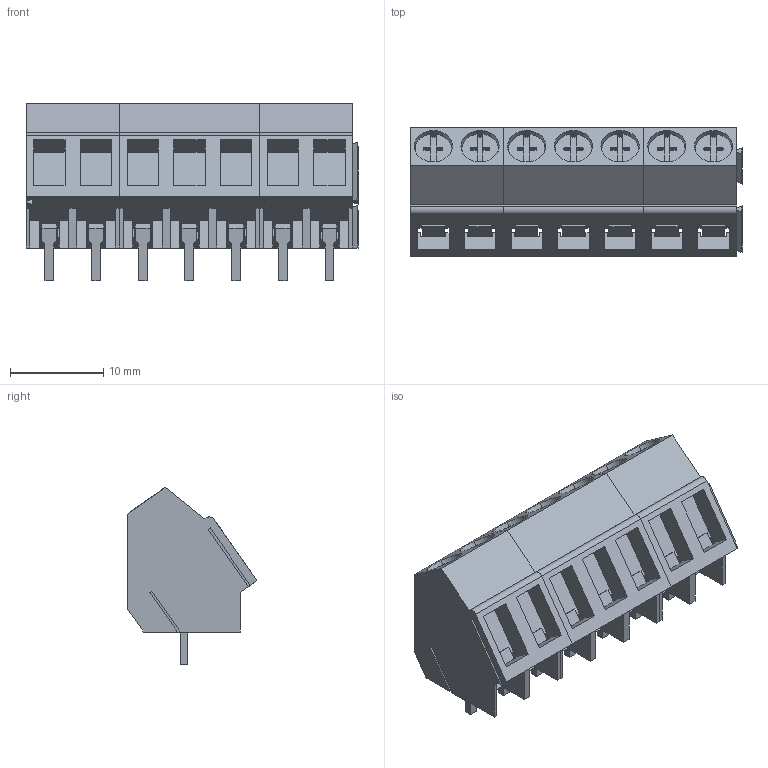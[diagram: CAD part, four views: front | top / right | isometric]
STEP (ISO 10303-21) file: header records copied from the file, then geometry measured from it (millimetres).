
FILE_DESCRIPTION(('CATIA V5 STEP Exchange','CAx-IF Rec.Pracs.--- Model Styling and Organization---1.2---2011-12-15'),'2;1');
FILE_NAME ('D1457420_0_1845420000_1845420000.stp','2018-03-31T05:53:14+00:00',('none'),('Weidmueller'),'CATIA Version 5-6 Release 2014','CATIA V5 STEP AP214','none');
FILE_SCHEMA(('AUTOMOTIVE_DESIGN { 1 0 10303 214 1 1 1 1 }'));
Length unit declared in the file: millimetre
Products named in the file (1): 1845420000
Bounding box: 35.55 x 13.9 x 19 mm (x, y, z)
Volume: 4047.3 mm3; surface area: 5202.7 mm2
Topology: 17 solids, 17 shells, 616 faces, 1697 edges, 1122 vertices
Faces by surface type: plane 571, cylinder 45
Entity records: 18924 total; most frequent: ORIENTED_EDGE 3394, CARTESIAN_POINT 3378, DIRECTION 2621, EDGE_CURVE 1697, VECTOR 1579, LINE 1579, VERTEX_POINT 1122, EDGE_LOOP 637
